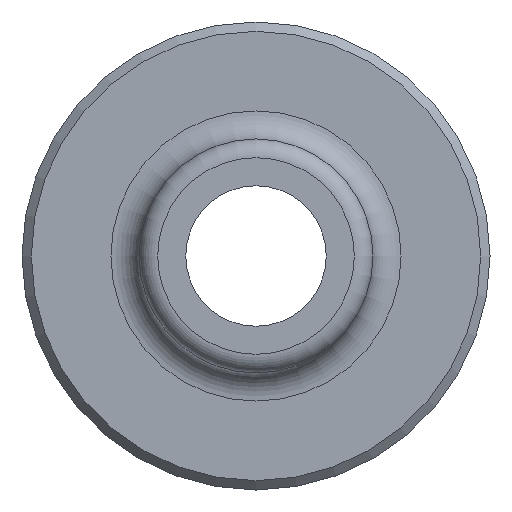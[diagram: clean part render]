
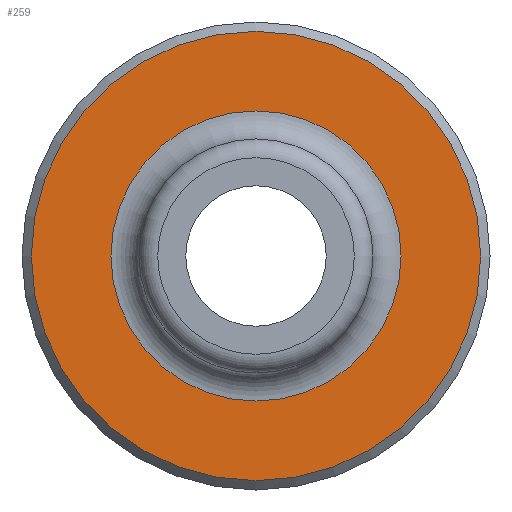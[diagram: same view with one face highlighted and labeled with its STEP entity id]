
A CAD part, left-side view. The second image highlights one B-rep face of the part: STEP entity #259.
In plain terms, the highlighted planar face has unit normal (-1, 0, 0).
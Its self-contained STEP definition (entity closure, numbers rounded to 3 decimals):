
#22=PLANE('',#290);
#38=FACE_BOUND('',#91,.T.);
#62=FACE_OUTER_BOUND('',#90,.T.);
#90=EDGE_LOOP('',(#210));
#91=EDGE_LOOP('',(#211));
#134=CIRCLE('',#289,2.4);
#135=CIRCLE('',#291,1.55);
#158=VERTEX_POINT('',#440);
#159=VERTEX_POINT('',#443);
#182=EDGE_CURVE('',#158,#158,#134,.T.);
#183=EDGE_CURVE('',#159,#159,#135,.T.);
#210=ORIENTED_EDGE('',*,*,#182,.F.);
#211=ORIENTED_EDGE('',*,*,#183,.F.);
#259=ADVANCED_FACE('',(#62,#38),#22,.T.);
#289=AXIS2_PLACEMENT_3D('',#441,#347,#348);
#290=AXIS2_PLACEMENT_3D('',#442,#349,#350);
#291=AXIS2_PLACEMENT_3D('',#444,#351,#352);
#347=DIRECTION('center_axis',(1.,0.,0.));
#348=DIRECTION('ref_axis',(0.,-1.,0.));
#349=DIRECTION('center_axis',(-1.,0.,0.));
#350=DIRECTION('ref_axis',(0.,0.,1.));
#351=DIRECTION('center_axis',(-1.,0.,0.));
#352=DIRECTION('ref_axis',(0.,-1.,0.));
#440=CARTESIAN_POINT('',(5.,2.4,0.));
#441=CARTESIAN_POINT('Origin',(5.,0.,0.));
#442=CARTESIAN_POINT('Origin',(5.,2.5,0.));
#443=CARTESIAN_POINT('',(5.,1.55,0.));
#444=CARTESIAN_POINT('Origin',(5.,0.,0.));
